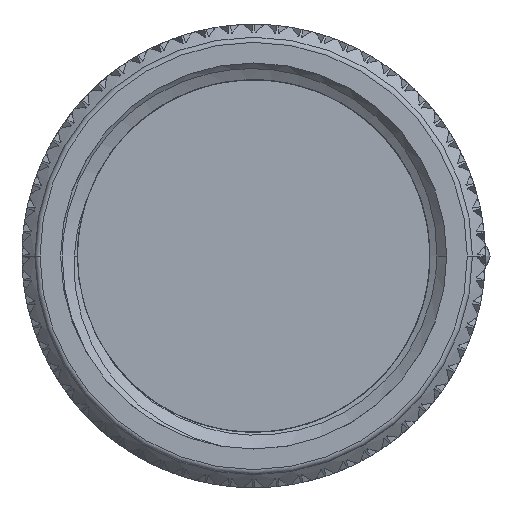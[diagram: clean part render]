
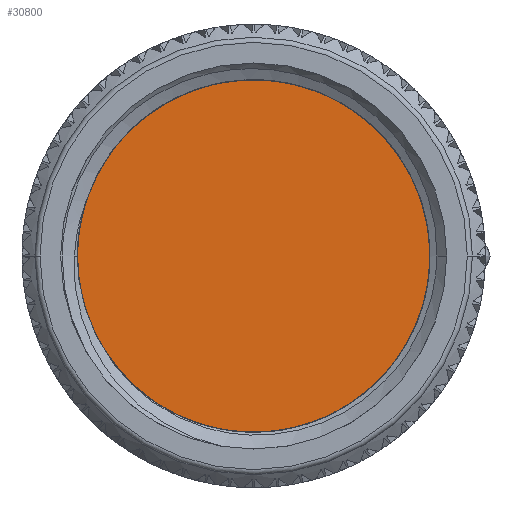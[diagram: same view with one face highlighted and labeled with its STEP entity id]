
A CAD part, left-side view. The second image highlights one B-rep face of the part: STEP entity #30800.
In plain terms, the highlighted planar face has unit normal (-1, 0, 0).
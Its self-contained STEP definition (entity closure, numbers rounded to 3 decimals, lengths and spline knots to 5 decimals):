
#2241 = EDGE_CURVE ( 'NONE', #79971, #20357, #22701, .T. ) ;
#7291 = CIRCLE ( 'NONE', #42407, 0.375 ) ;
#18552 = EDGE_CURVE ( 'NONE', #20357, #79971, #7291, .T. ) ;
#20357 = VERTEX_POINT ( 'NONE', #69341 ) ;
#22701 = CIRCLE ( 'NONE', #28164, 0.375 ) ;
#24449 = DIRECTION ( 'NONE',  ( 0., 0., 1. ) ) ;
#28164 = AXIS2_PLACEMENT_3D ( 'NONE', #93472, #29064, #101573 ) ;
#28201 = CARTESIAN_POINT ( 'NONE',  ( 0.5, -0.375, 0. ) ) ;
#29064 = DIRECTION ( 'NONE',  ( -1., 0., 0. ) ) ;
#30800 = ADVANCED_FACE ( 'NONE', ( #33968 ), #81114, .T. ) ;
#33968 = FACE_OUTER_BOUND ( 'NONE', #69288, .T. ) ;
#41510 = DIRECTION ( 'NONE',  ( 0., -1., 0. ) ) ;
#42407 = AXIS2_PLACEMENT_3D ( 'NONE', #73542, #81684, #41510 ) ;
#48427 = CARTESIAN_POINT ( 'NONE',  ( 0.5, 0., 0. ) ) ;
#54431 = ORIENTED_EDGE ( 'NONE', *, *, #18552, .T. ) ;
#55204 = ORIENTED_EDGE ( 'NONE', *, *, #2241, .T. ) ;
#59429 = AXIS2_PLACEMENT_3D ( 'NONE', #48427, #96965, #24449 ) ;
#69288 = EDGE_LOOP ( 'NONE', ( #55204, #54431 ) ) ;
#69341 = CARTESIAN_POINT ( 'NONE',  ( 0.5, 0.375, 0. ) ) ;
#73542 = CARTESIAN_POINT ( 'NONE',  ( 0.5, 0., 0. ) ) ;
#79971 = VERTEX_POINT ( 'NONE', #28201 ) ;
#81114 = PLANE ( 'NONE',  #59429 ) ;
#81684 = DIRECTION ( 'NONE',  ( -1., 0., 0. ) ) ;
#93472 = CARTESIAN_POINT ( 'NONE',  ( 0.5, 0., 0. ) ) ;
#96965 = DIRECTION ( 'NONE',  ( -1., 0., 0. ) ) ;
#101573 = DIRECTION ( 'NONE',  ( 0., -1., 0. ) ) ;
